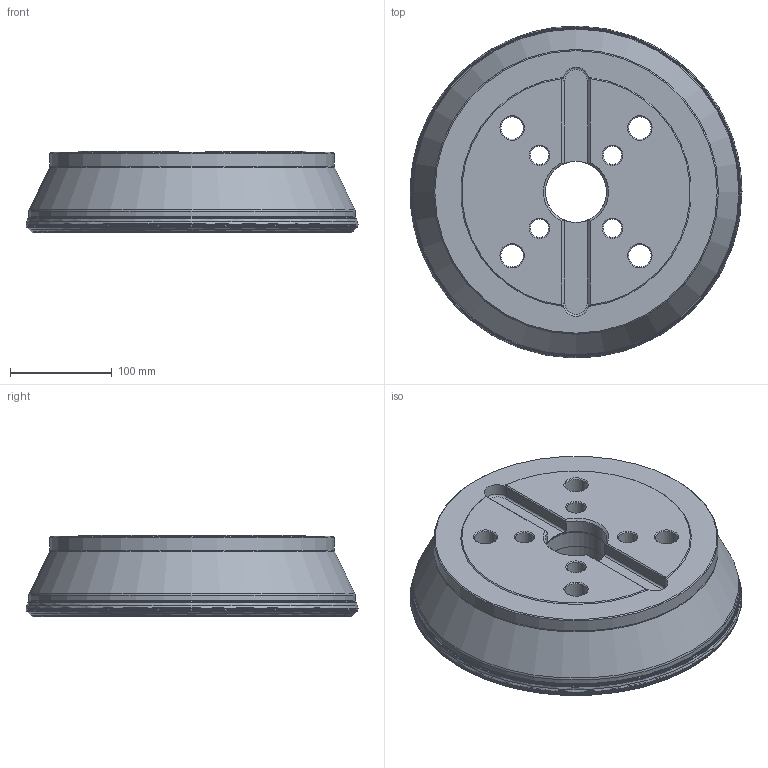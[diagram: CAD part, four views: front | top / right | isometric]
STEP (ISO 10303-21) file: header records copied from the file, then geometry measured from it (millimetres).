
FILE_DESCRIPTION(/* description */ (''),/* implementation_level */ '2;1');
FILE_NAME(/* name */ '315C16R_S45HN09C_CF_115009595ndi000_00_SIM.stp',/* time_stamp */ '2020-01-14T08:53:59+01:00',/* author */ (''),/* organization */ (''),/* preprocessor_version */ 'ST-DEVELOPER v16.7',/* originating_system */ 'SIEMENS PLM Software NX 12.0',/* authorisation */ '');
FILE_SCHEMA (('AUTOMOTIVE_DESIGN { 1 0 10303 214 3 1 1 1 }'));
Length unit declared in the file: millimetre
Products named in the file (1): hc721F28900734uh
Bounding box: 326.74 x 326.74 x 80 mm (x, y, z)
Volume: 4363398.8 mm3; surface area: 325512.5 mm2
Topology: 2 solids, 2 shells, 224 faces, 515 edges, 311 vertices
Faces by surface type: revolution 78, cylinder 49, cone 49, plane 32, torus 16
Full cylindrical faces by diameter (mm): 8 x8, 18 x4, 22 x4, 26 x4, 34 x8, 35.7 x4, 60.01 x1, 60.2 x1, 62 x1, 220 x1, 226.928 x1, 280 x1, 321.096 x1
Entity records: 5721 total; most frequent: CARTESIAN_POINT 1563, DIRECTION 842, ORIENTED_EDGE 574, EDGE_LOOP 428, FACE_BOUND 402, AXIS2_PLACEMENT_3D 366, EDGE_CURVE 287, VERTEX_POINT 259
